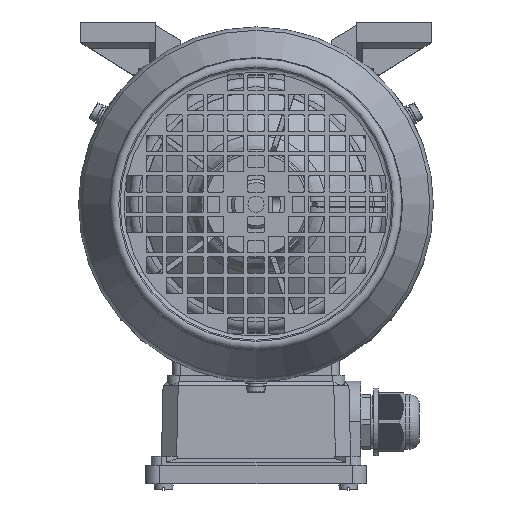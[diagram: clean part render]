
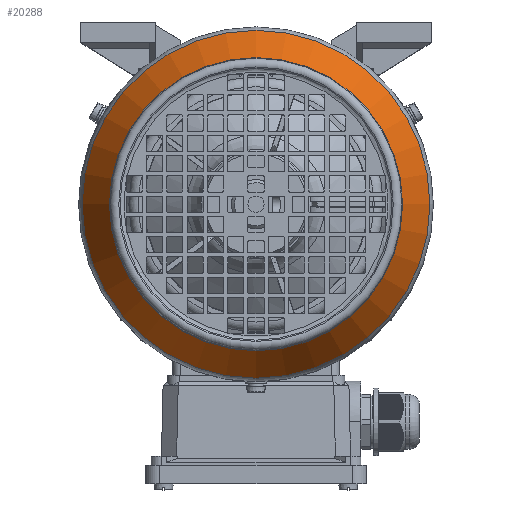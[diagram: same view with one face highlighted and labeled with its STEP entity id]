
A CAD part, top view. The second image highlights one B-rep face of the part: STEP entity #20288.
In plain terms, the highlighted conical face has half-angle 30 degrees and reference radius 85.758 mm.
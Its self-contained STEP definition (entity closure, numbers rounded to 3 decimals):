
#1143=FACE_BOUND('',#28767,.T.);
#1144=FACE_BOUND('',#28768,.T.);
#20288=ADVANCED_FACE('',(#1143,#1144),#24079,.T.);
#24079=CONICAL_SURFACE('',#81334,85.758,30.);
#28767=EDGE_LOOP('',(#38594));
#28768=EDGE_LOOP('',(#38595));
#38594=ORIENTED_EDGE('',*,*,#67935,.T.);
#38595=ORIENTED_EDGE('',*,*,#67934,.F.);
#59724=VERTEX_POINT('',#116348);
#59725=VERTEX_POINT('',#116351);
#67934=EDGE_CURVE('',#59724,#59724,#78012,.T.);
#67935=EDGE_CURVE('',#59725,#59725,#78013,.T.);
#78012=CIRCLE('',#81331,85.758);
#78013=CIRCLE('',#81333,72.283);
#81331=AXIS2_PLACEMENT_3D('',#116347,#90886,#90887);
#81333=AXIS2_PLACEMENT_3D('',#116350,#90890,#90891);
#81334=AXIS2_PLACEMENT_3D('',#116352,#90892,#90893);
#90886=DIRECTION('',(0.,0.,-1.));
#90887=DIRECTION('',(1.,0.,0.));
#90890=DIRECTION('',(0.,0.,-1.));
#90891=DIRECTION('',(1.,0.,0.));
#90892=DIRECTION('',(0.,0.,-1.));
#90893=DIRECTION('',(1.,0.,0.));
#116347=CARTESIAN_POINT('',(0.,0.,224.974));
#116348=CARTESIAN_POINT('',(85.758,0.,224.974));
#116350=CARTESIAN_POINT('',(0.,0.,248.313));
#116351=CARTESIAN_POINT('',(72.283,0.,248.313));
#116352=CARTESIAN_POINT('',(0.,0.,224.974));
